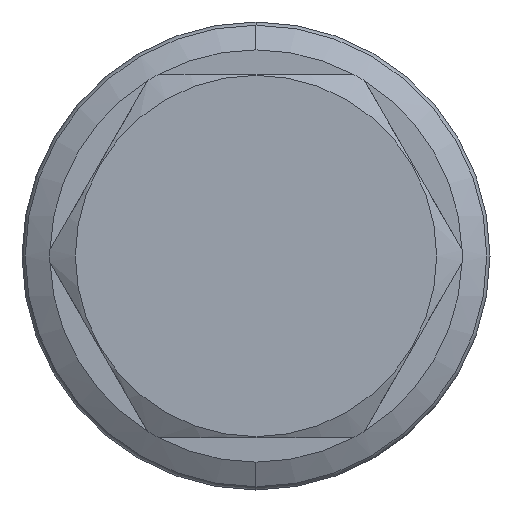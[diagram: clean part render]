
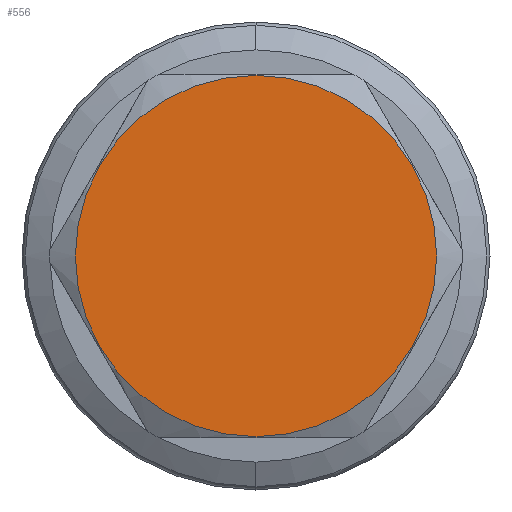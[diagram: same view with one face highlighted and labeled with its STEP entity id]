
A CAD part, left-side view. The second image highlights one B-rep face of the part: STEP entity #556.
In plain terms, the highlighted planar face has unit normal (-1, 0, 0).
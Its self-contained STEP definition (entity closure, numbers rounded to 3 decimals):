
#556 = ADVANCED_FACE ( 'NONE', ( #24214 ), #15231, .F. ) ;
#606 = DIRECTION ( 'NONE',  ( -1., 0., 0. ) ) ;
#2667 = AXIS2_PLACEMENT_3D ( 'NONE', #19731, #27243, #15547 ) ;
#2943 = CARTESIAN_POINT ( 'NONE',  ( 0., 0., 0. ) ) ;
#3048 = DIRECTION ( 'NONE',  ( 0., 0., 1. ) ) ;
#7491 = ORIENTED_EDGE ( 'NONE', *, *, #20501, .T. ) ;
#7821 = CIRCLE ( 'NONE', #23772, 20.5 ) ;
#10694 = DIRECTION ( 'NONE',  ( 1., 0., 0. ) ) ;
#12137 = ORIENTED_EDGE ( 'NONE', *, *, #26940, .T. ) ;
#13012 = DIRECTION ( 'NONE',  ( 0., 0., -1. ) ) ;
#15231 = PLANE ( 'NONE',  #22331 ) ;
#15547 = DIRECTION ( 'NONE',  ( 0., 0., 1. ) ) ;
#17773 = VERTEX_POINT ( 'NONE', #18755 ) ;
#18755 = CARTESIAN_POINT ( 'NONE',  ( 0., 0., 20.5 ) ) ;
#19731 = CARTESIAN_POINT ( 'NONE',  ( 0., 0., 0. ) ) ;
#20501 = EDGE_CURVE ( 'NONE', #17773, #25217, #21865, .T. ) ;
#21865 = CIRCLE ( 'NONE', #2667, 20.5 ) ;
#22258 = CARTESIAN_POINT ( 'NONE',  ( 0., 35.68, 20.6 ) ) ;
#22331 = AXIS2_PLACEMENT_3D ( 'NONE', #22258, #10694, #13012 ) ;
#23772 = AXIS2_PLACEMENT_3D ( 'NONE', #2943, #606, #3048 ) ;
#24026 = EDGE_LOOP ( 'NONE', ( #12137, #7491 ) ) ;
#24214 = FACE_OUTER_BOUND ( 'NONE', #24026, .T. ) ;
#24390 = CARTESIAN_POINT ( 'NONE',  ( 0., 0., -20.5 ) ) ;
#25217 = VERTEX_POINT ( 'NONE', #24390 ) ;
#26940 = EDGE_CURVE ( 'NONE', #25217, #17773, #7821, .T. ) ;
#27243 = DIRECTION ( 'NONE',  ( -1., 0., 0. ) ) ;
